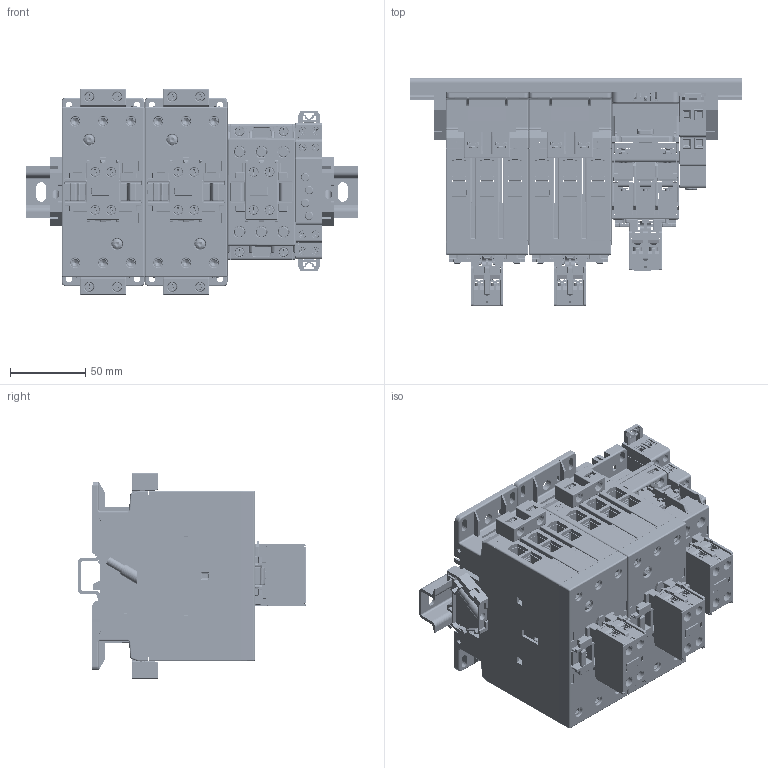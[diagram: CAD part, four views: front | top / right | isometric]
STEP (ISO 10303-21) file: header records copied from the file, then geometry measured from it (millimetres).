
FILE_DESCRIPTION(/* description */ (''),/* implementation_level */ '2;1');
FILE_NAME(/* name */ 'BFA05070....stp',/* time_stamp */ '2020-01-09T13:27:55+01:00',/* author */ (''),/* organization */ (''),/* preprocessor_version */ 'ST-DEVELOPER v16',/* originating_system */ 'SIEMENS PLM Software NX 10.0',/* authorisation */ '');
FILE_SCHEMA (('AP203_CONFIGURATION_CONTROLLED_3D_DESIGN_OF_MECHANICAL_PARTS_AND_ASSEMBLIES_MIM_LF { 1 0 10303 403 2 1 2}'));
Products named in the file (1): Ferr0398A7ABu783
Bounding box: 220 x 151.67 x 136 mm (x, y, z)
Surface area: 288295.8 mm2 (no closed solid volume)
Topology: 0 solids, 535 shells, 6745 faces, 33110 edges, 26000 vertices
Faces by surface type: plane 4010, cylinder 1874, torus 298, sphere 202, cone 196, bspline 165
Full cylindrical faces by diameter (mm): 2 x1, 2.8 x1, 2.85 x8, 3 x8, 3.4 x2, 3.48 x4, 3.5 x2, 3.54 x8, 5 x9, 5.6 x4, 6.2 x16, 7.5 x6
Entity records: 339223 total; most frequent: CARTESIAN_POINT 84239, DIRECTION 51732, ORIENTED_EDGE 44727, EDGE_CURVE 32531, VERTEX_POINT 25887, LINE 23310, VECTOR 23310, AXIS2_PLACEMENT_3D 14211
